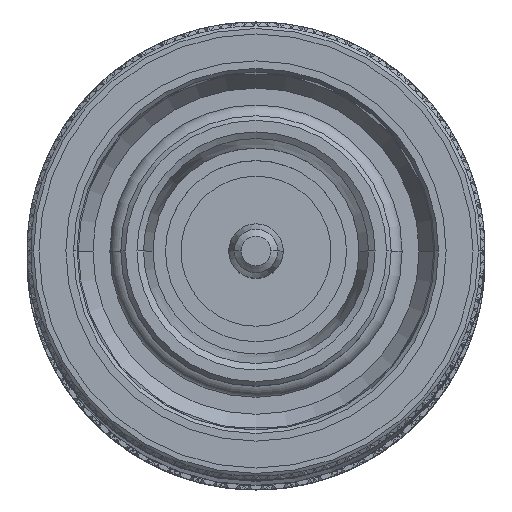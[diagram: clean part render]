
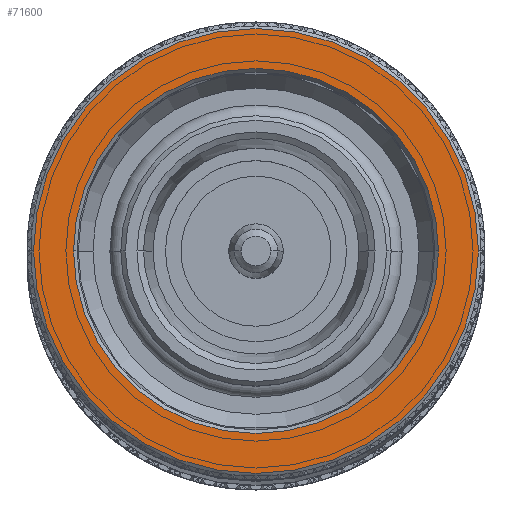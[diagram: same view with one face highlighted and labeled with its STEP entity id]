
A CAD part, top view. The second image highlights one B-rep face of the part: STEP entity #71600.
In plain terms, the highlighted face is planar.
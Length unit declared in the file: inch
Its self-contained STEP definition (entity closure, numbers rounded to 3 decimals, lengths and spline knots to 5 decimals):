
#7425 = ORIENTED_EDGE ( 'NONE', *, *, #21376, .F. ) ;
#17599 = CARTESIAN_POINT ( 'NONE',  ( 0., 0., -0.48596 ) ) ;
#20722 = CARTESIAN_POINT ( 'NONE',  ( 0., 0., -0.39871 ) ) ;
#21351 = DIRECTION ( 'NONE',  ( 0., 0., -1. ) ) ;
#21376 = EDGE_CURVE ( 'NONE', #131864, #78946, #34309, .T. ) ;
#24111 = AXIS2_PLACEMENT_3D ( 'NONE', #73837, #151352, #136411 ) ;
#31684 = AXIS2_PLACEMENT_3D ( 'NONE', #140478, #155475, #76253 ) ;
#32798 = ORIENTED_EDGE ( 'NONE', *, *, #108957, .T. ) ;
#34309 = CIRCLE ( 'NONE', #31684, 0.48596 ) ;
#39317 = EDGE_CURVE ( 'NONE', #78946, #131864, #161143, .T. ) ;
#48006 = DIRECTION ( 'NONE',  ( 1., 0., 0. ) ) ;
#51587 = DIRECTION ( 'NONE',  ( 0., 0., -1. ) ) ;
#55992 = CARTESIAN_POINT ( 'NONE',  ( 0., 0., 0.48596 ) ) ;
#71600 = ADVANCED_FACE ( 'NONE', ( #125185, #162683 ), #100928, .T. ) ;
#73837 = CARTESIAN_POINT ( 'NONE',  ( 0., 0., 0. ) ) ;
#74690 = VERTEX_POINT ( 'NONE', #161162 ) ;
#75102 = DIRECTION ( 'NONE',  ( 0., 0., 1. ) ) ;
#76253 = DIRECTION ( 'NONE',  ( 0., 0., -1. ) ) ;
#78946 = VERTEX_POINT ( 'NONE', #55992 ) ;
#79958 = VERTEX_POINT ( 'NONE', #20722 ) ;
#85994 = EDGE_LOOP ( 'NONE', ( #110288, #32798 ) ) ;
#91341 = ORIENTED_EDGE ( 'NONE', *, *, #39317, .F. ) ;
#100928 = PLANE ( 'NONE',  #113364 ) ;
#108957 = EDGE_CURVE ( 'NONE', #79958, #74690, #132962, .T. ) ;
#110288 = ORIENTED_EDGE ( 'NONE', *, *, #161080, .T. ) ;
#113364 = AXIS2_PLACEMENT_3D ( 'NONE', #151822, #137671, #75102 ) ;
#121798 = CARTESIAN_POINT ( 'NONE',  ( 0., 0., 0. ) ) ;
#125185 = FACE_BOUND ( 'NONE', #85994, .T. ) ;
#129191 = DIRECTION ( 'NONE',  ( 1., 0., 0. ) ) ;
#131864 = VERTEX_POINT ( 'NONE', #17599 ) ;
#132962 = CIRCLE ( 'NONE', #143635, 0.39871 ) ;
#134855 = EDGE_LOOP ( 'NONE', ( #7425, #91341 ) ) ;
#136411 = DIRECTION ( 'NONE',  ( 0., 0., -1. ) ) ;
#137671 = DIRECTION ( 'NONE',  ( -1., 0., 0. ) ) ;
#140478 = CARTESIAN_POINT ( 'NONE',  ( 0., 0., 0. ) ) ;
#143635 = AXIS2_PLACEMENT_3D ( 'NONE', #121798, #129191, #51587 ) ;
#145213 = AXIS2_PLACEMENT_3D ( 'NONE', #148951, #48006, #21351 ) ;
#148951 = CARTESIAN_POINT ( 'NONE',  ( 0., 0., 0. ) ) ;
#151352 = DIRECTION ( 'NONE',  ( 1., 0., 0. ) ) ;
#151822 = CARTESIAN_POINT ( 'NONE',  ( 0., 0.48596, 0. ) ) ;
#155475 = DIRECTION ( 'NONE',  ( 1., 0., 0. ) ) ;
#159848 = CIRCLE ( 'NONE', #24111, 0.39871 ) ;
#161080 = EDGE_CURVE ( 'NONE', #74690, #79958, #159848, .T. ) ;
#161143 = CIRCLE ( 'NONE', #145213, 0.48596 ) ;
#161162 = CARTESIAN_POINT ( 'NONE',  ( 0., 0., 0.39871 ) ) ;
#162683 = FACE_OUTER_BOUND ( 'NONE', #134855, .T. ) ;
